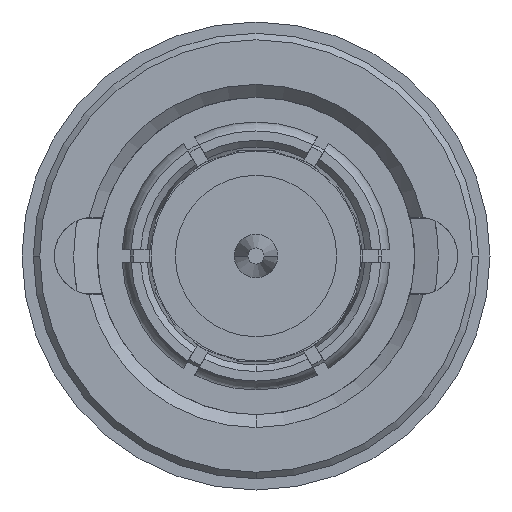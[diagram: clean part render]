
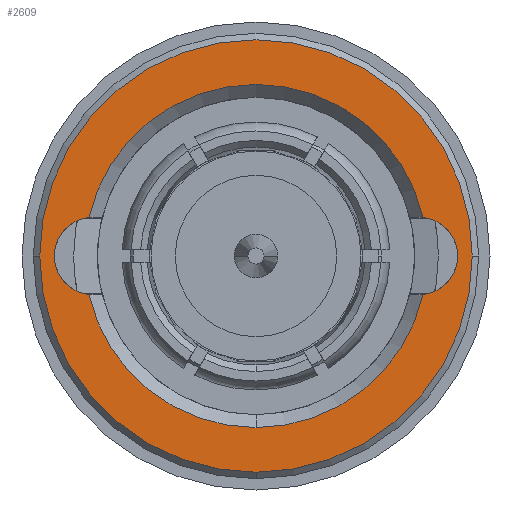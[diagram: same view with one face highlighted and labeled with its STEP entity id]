
A CAD part, left-side view. The second image highlights one B-rep face of the part: STEP entity #2609.
In plain terms, the highlighted planar face has unit normal (-1, 0, 0).
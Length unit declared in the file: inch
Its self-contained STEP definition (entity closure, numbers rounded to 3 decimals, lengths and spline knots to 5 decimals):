
#46 = EDGE_CURVE ( 'NONE', #2919, #4999, #2519, .T. ) ;
#124 = DIRECTION ( 'NONE',  ( 1., 0., 0. ) ) ;
#147 = CARTESIAN_POINT ( 'NONE',  ( 0., 0., 0. ) ) ;
#315 = CARTESIAN_POINT ( 'NONE',  ( 0., 0., -0.26378 ) ) ;
#358 = CARTESIAN_POINT ( 'NONE',  ( 0., 0., 0. ) ) ;
#371 = CIRCLE ( 'NONE', #1451, 0.26378 ) ;
#521 = CIRCLE ( 'NONE', #962, 0.26378 ) ;
#653 = DIRECTION ( 'NONE',  ( -1., 0., 0. ) ) ;
#690 = AXIS2_PLACEMENT_3D ( 'NONE', #6236, #124, #3214 ) ;
#697 = AXIS2_PLACEMENT_3D ( 'NONE', #147, #653, #5652 ) ;
#807 = ORIENTED_EDGE ( 'NONE', *, *, #4836, .F. ) ;
#962 = AXIS2_PLACEMENT_3D ( 'NONE', #2049, #3120, #4123 ) ;
#974 = AXIS2_PLACEMENT_3D ( 'NONE', #358, #4928, #1333 ) ;
#1016 = ORIENTED_EDGE ( 'NONE', *, *, #4012, .F. ) ;
#1045 = FACE_BOUND ( 'NONE', #3210, .T. ) ;
#1142 = CARTESIAN_POINT ( 'NONE',  ( 0., 0., 0. ) ) ;
#1333 = DIRECTION ( 'NONE',  ( 0., -0.974, -0.224 ) ) ;
#1354 = DIRECTION ( 'NONE',  ( 0., -1., 0. ) ) ;
#1419 = CARTESIAN_POINT ( 'NONE',  ( 0., 0., 0. ) ) ;
#1451 = AXIS2_PLACEMENT_3D ( 'NONE', #4882, #2324, #1354 ) ;
#1791 = EDGE_LOOP ( 'NONE', ( #3822, #3577, #3436 ) ) ;
#1836 = VERTEX_POINT ( 'NONE', #315 ) ;
#1888 = DIRECTION ( 'NONE',  ( 0., -0.108, -0.994 ) ) ;
#1960 = DIRECTION ( 'NONE',  ( -1., 0., 0. ) ) ;
#2013 = CARTESIAN_POINT ( 'NONE',  ( 0., 0.20391, 0.04697 ) ) ;
#2049 = CARTESIAN_POINT ( 'NONE',  ( 0., 0., 0. ) ) ;
#2293 = CIRCLE ( 'NONE', #690, 0.20925 ) ;
#2311 = ORIENTED_EDGE ( 'NONE', *, *, #4439, .T. ) ;
#2324 = DIRECTION ( 'NONE',  ( -1., 0., 0. ) ) ;
#2416 = VERTEX_POINT ( 'NONE', #2962 ) ;
#2519 = CIRCLE ( 'NONE', #5411, 0.20925 ) ;
#2576 = VERTEX_POINT ( 'NONE', #4700 ) ;
#2588 = PLANE ( 'NONE',  #5039 ) ;
#2609 = ADVANCED_FACE ( 'NONE', ( #1045, #5740 ), #2588, .F. ) ;
#2684 = DIRECTION ( 'NONE',  ( 0., 1., 0. ) ) ;
#2712 = VERTEX_POINT ( 'NONE', #4258 ) ;
#2856 = DIRECTION ( 'NONE',  ( -1., 0., 0. ) ) ;
#2919 = VERTEX_POINT ( 'NONE', #2013 ) ;
#2934 = EDGE_CURVE ( 'NONE', #1836, #2712, #521, .T. ) ;
#2962 = CARTESIAN_POINT ( 'NONE',  ( 0., 0.26378, 0. ) ) ;
#2990 = DIRECTION ( 'NONE',  ( 0., 0.974, 0.224 ) ) ;
#3094 = DIRECTION ( 'NONE',  ( 1., 0., 0. ) ) ;
#3120 = DIRECTION ( 'NONE',  ( -1., 0., 0. ) ) ;
#3210 = EDGE_LOOP ( 'NONE', ( #2311, #4460, #1016, #6185, #807 ) ) ;
#3214 = DIRECTION ( 'NONE',  ( 0., -0.974, -0.224 ) ) ;
#3235 = EDGE_CURVE ( 'NONE', #4972, #6286, #6112, .T. ) ;
#3436 = ORIENTED_EDGE ( 'NONE', *, *, #2934, .T. ) ;
#3577 = ORIENTED_EDGE ( 'NONE', *, *, #3908, .T. ) ;
#3634 = CARTESIAN_POINT ( 'NONE',  ( 0., -0.20391, 0.04697 ) ) ;
#3799 = CIRCLE ( 'NONE', #5200, 0.04724 ) ;
#3822 = ORIENTED_EDGE ( 'NONE', *, *, #4772, .T. ) ;
#3856 = AXIS2_PLACEMENT_3D ( 'NONE', #3873, #2856, #5785 ) ;
#3873 = CARTESIAN_POINT ( 'NONE',  ( 0., 0.19882, 0. ) ) ;
#3908 = EDGE_CURVE ( 'NONE', #2416, #1836, #6379, .T. ) ;
#4012 = EDGE_CURVE ( 'NONE', #2919, #6286, #4179, .T. ) ;
#4123 = DIRECTION ( 'NONE',  ( 0., 1., 0. ) ) ;
#4179 = CIRCLE ( 'NONE', #3856, 0.04724 ) ;
#4258 = CARTESIAN_POINT ( 'NONE',  ( 0., -0.26378, 0. ) ) ;
#4439 = EDGE_CURVE ( 'NONE', #2576, #4972, #2293, .T. ) ;
#4460 = ORIENTED_EDGE ( 'NONE', *, *, #3235, .T. ) ;
#4638 = CARTESIAN_POINT ( 'NONE',  ( 0., 0., -0.20925 ) ) ;
#4700 = CARTESIAN_POINT ( 'NONE',  ( 0., -0.20391, -0.04697 ) ) ;
#4772 = EDGE_CURVE ( 'NONE', #2712, #2416, #371, .T. ) ;
#4836 = EDGE_CURVE ( 'NONE', #2576, #4999, #3799, .T. ) ;
#4882 = CARTESIAN_POINT ( 'NONE',  ( 0., 0., 0. ) ) ;
#4928 = DIRECTION ( 'NONE',  ( 1., 0., 0. ) ) ;
#4972 = VERTEX_POINT ( 'NONE', #4638 ) ;
#4999 = VERTEX_POINT ( 'NONE', #3634 ) ;
#5039 = AXIS2_PLACEMENT_3D ( 'NONE', #1142, #3094, #2684 ) ;
#5060 = CARTESIAN_POINT ( 'NONE',  ( 0., -0.19882, 0. ) ) ;
#5200 = AXIS2_PLACEMENT_3D ( 'NONE', #5060, #1960, #1888 ) ;
#5411 = AXIS2_PLACEMENT_3D ( 'NONE', #1419, #5546, #2990 ) ;
#5546 = DIRECTION ( 'NONE',  ( 1., 0., 0. ) ) ;
#5652 = DIRECTION ( 'NONE',  ( 0., 1., 0. ) ) ;
#5740 = FACE_OUTER_BOUND ( 'NONE', #1791, .T. ) ;
#5785 = DIRECTION ( 'NONE',  ( 0., 0.108, 0.994 ) ) ;
#5903 = CARTESIAN_POINT ( 'NONE',  ( 0., 0.20391, -0.04697 ) ) ;
#6112 = CIRCLE ( 'NONE', #974, 0.20925 ) ;
#6185 = ORIENTED_EDGE ( 'NONE', *, *, #46, .T. ) ;
#6236 = CARTESIAN_POINT ( 'NONE',  ( 0., 0., 0. ) ) ;
#6286 = VERTEX_POINT ( 'NONE', #5903 ) ;
#6379 = CIRCLE ( 'NONE', #697, 0.26378 ) ;
